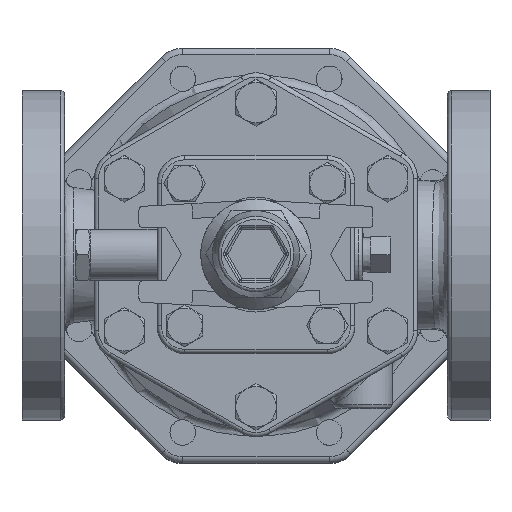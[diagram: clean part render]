
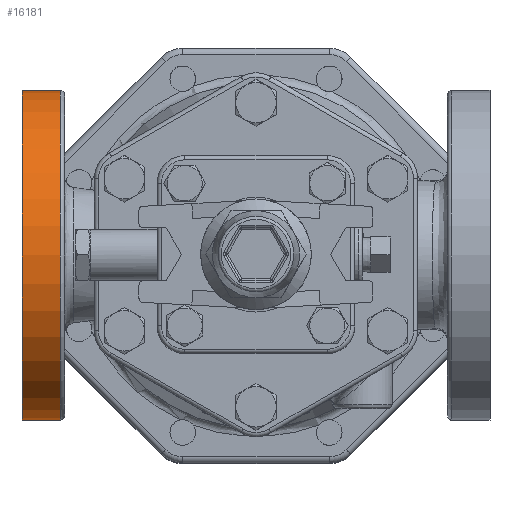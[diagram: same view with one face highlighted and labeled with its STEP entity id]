
A CAD part, top view. The second image highlights one B-rep face of the part: STEP entity #16181.
In plain terms, the highlighted cylindrical face has radius 77.5 mm (diameter 155 mm), a full revolution.
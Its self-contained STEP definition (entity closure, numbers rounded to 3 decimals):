
#3267=FACE_BOUND('',#5379,.T.);
#4167=FACE_OUTER_BOUND('',#5378,.T.);
#5378=EDGE_LOOP('',(#13723));
#5379=EDGE_LOOP('',(#13724));
#6375=CIRCLE('',#17777,77.5);
#6380=CIRCLE('',#17783,77.5);
#7843=VERTEX_POINT('',#38365);
#7848=VERTEX_POINT('',#38376);
#9938=EDGE_CURVE('',#7843,#7843,#6375,.T.);
#9943=EDGE_CURVE('',#7848,#7848,#6380,.T.);
#13723=ORIENTED_EDGE('',*,*,#9943,.F.);
#13724=ORIENTED_EDGE('',*,*,#9938,.T.);
#15277=CYLINDRICAL_SURFACE('',#17782,77.5);
#16181=ADVANCED_FACE('',(#4167,#3267),#15277,.T.);
#17777=AXIS2_PLACEMENT_3D('',#38366,#21635,#21636);
#17782=AXIS2_PLACEMENT_3D('',#38375,#21645,#21646);
#17783=AXIS2_PLACEMENT_3D('',#38377,#21647,#21648);
#21635=DIRECTION('center_axis',(1.,0.,0.));
#21636=DIRECTION('ref_axis',(0.,0.,-1.));
#21645=DIRECTION('center_axis',(1.,0.,0.));
#21646=DIRECTION('ref_axis',(0.,0.,-1.));
#21647=DIRECTION('center_axis',(1.,0.,0.));
#21648=DIRECTION('ref_axis',(0.,0.,-1.));
#38365=CARTESIAN_POINT('',(-110.,0.,348.5));
#38366=CARTESIAN_POINT('Origin',(-110.,0.,271.));
#38375=CARTESIAN_POINT('Origin',(-110.,0.,271.));
#38376=CARTESIAN_POINT('',(-92.,0.,348.5));
#38377=CARTESIAN_POINT('Origin',(-92.,0.,271.));
